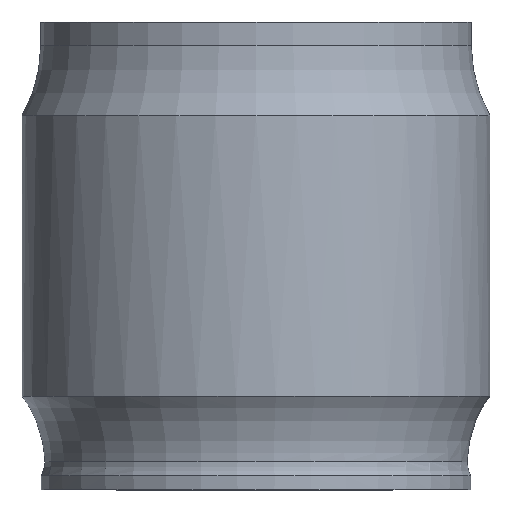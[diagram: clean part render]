
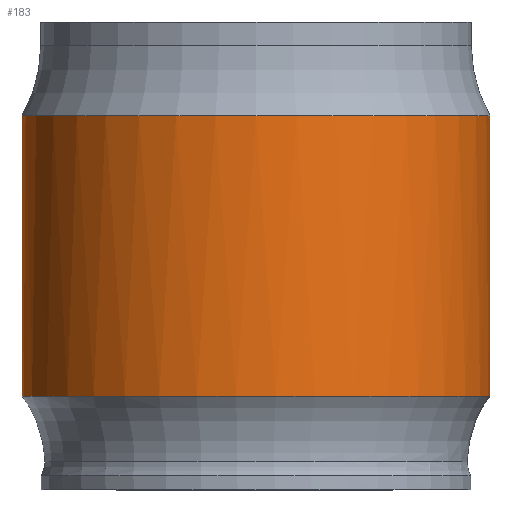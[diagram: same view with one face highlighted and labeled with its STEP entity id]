
A CAD part, front view. The second image highlights one B-rep face of the part: STEP entity #183.
In plain terms, the highlighted cylindrical face has radius 50 mm (diameter 100 mm), a full revolution.
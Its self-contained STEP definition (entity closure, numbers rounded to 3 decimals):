
#22=LINE('',#408,#25);
#25=VECTOR('',#247,50.);
#28=CIRCLE('',#211,50.);
#29=CIRCLE('',#212,50.);
#30=CIRCLE('',#213,50.);
#40=CYLINDRICAL_SURFACE('',#210,50.);
#46=FACE_OUTER_BOUND('',#57,.T.);
#57=EDGE_LOOP('',(#137,#138,#139,#140,#141,#142,#143));
#72=B_SPLINE_CURVE_WITH_KNOTS('',3,(#327,#328,#329,#330,#331,#332,#333,
#334,#335,#336,#337,#338,#339,#340,#341,#342),.UNSPECIFIED.,.F.,.F.,(4,
2,2,2,2,2,2,4),(9.887,10.132,10.377,10.867,
11.764,12.66,14.439,15.267),
 .UNSPECIFIED.);
#73=B_SPLINE_CURVE_WITH_KNOTS('',3,(#344,#345,#346,#347,#348,#349,#350,
#351,#352,#353,#354,#355,#356,#357,#358,#359),.UNSPECIFIED.,.F.,.F.,(4,
2,2,2,2,2,2,4),(4.507,5.335,7.114,8.01,
8.907,9.397,9.642,9.887),
 .UNSPECIFIED.);
#83=VERTEX_POINT('',#325);
#84=VERTEX_POINT('',#326);
#85=VERTEX_POINT('',#343);
#92=VERTEX_POINT('',#404);
#93=VERTEX_POINT('',#405);
#101=EDGE_CURVE('',#83,#84,#72,.T.);
#102=EDGE_CURVE('',#85,#83,#73,.T.);
#110=EDGE_CURVE('',#92,#93,#28,.T.);
#111=EDGE_CURVE('',#93,#92,#29,.T.);
#112=EDGE_CURVE('',#93,#83,#22,.T.);
#113=EDGE_CURVE('',#84,#85,#30,.T.);
#137=ORIENTED_EDGE('',*,*,#110,.F.);
#138=ORIENTED_EDGE('',*,*,#111,.F.);
#139=ORIENTED_EDGE('',*,*,#112,.T.);
#140=ORIENTED_EDGE('',*,*,#101,.T.);
#141=ORIENTED_EDGE('',*,*,#113,.T.);
#142=ORIENTED_EDGE('',*,*,#102,.T.);
#143=ORIENTED_EDGE('',*,*,#112,.F.);
#183=ADVANCED_FACE('',(#46),#40,.T.);
#210=AXIS2_PLACEMENT_3D('',#403,#241,#242);
#211=AXIS2_PLACEMENT_3D('',#406,#243,#244);
#212=AXIS2_PLACEMENT_3D('',#407,#245,#246);
#213=AXIS2_PLACEMENT_3D('',#409,#248,#249);
#241=DIRECTION('center_axis',(0.,0.,1.));
#242=DIRECTION('ref_axis',(0.,-1.,0.));
#243=DIRECTION('center_axis',(0.,0.,1.));
#244=DIRECTION('ref_axis',(1.,0.,0.));
#245=DIRECTION('center_axis',(0.,0.,1.));
#246=DIRECTION('ref_axis',(1.,0.,0.));
#247=DIRECTION('',(0.,0.,-1.));
#248=DIRECTION('center_axis',(0.,0.,1.));
#249=DIRECTION('ref_axis',(1.,0.,0.));
#325=CARTESIAN_POINT('',(0.,50.,62.085));
#326=CARTESIAN_POINT('',(-31.157,39.106,20.));
#327=CARTESIAN_POINT('Ctrl Pts',(0.,50.,
62.085));
#328=CARTESIAN_POINT('Ctrl Pts',(-0.817,50.,62.085));
#329=CARTESIAN_POINT('Ctrl Pts',(-1.661,49.98,62.01));
#330=CARTESIAN_POINT('Ctrl Pts',(-3.348,49.895,61.698));
#331=CARTESIAN_POINT('Ctrl Pts',(-4.192,49.831,61.462));
#332=CARTESIAN_POINT('Ctrl Pts',(-6.648,49.583,60.552));
#333=CARTESIAN_POINT('Ctrl Pts',(-8.188,49.343,59.666));
#334=CARTESIAN_POINT('Ctrl Pts',(-11.901,48.625,57.009));
#335=CARTESIAN_POINT('Ctrl Pts',(-14.12,48.01,54.725));
#336=CARTESIAN_POINT('Ctrl Pts',(-18.047,46.676,49.729));
#337=CARTESIAN_POINT('Ctrl Pts',(-19.757,45.958,47.019));
#338=CARTESIAN_POINT('Ctrl Pts',(-24.009,43.969,39.437));
#339=CARTESIAN_POINT('Ctrl Pts',(-26.377,42.551,33.939));
#340=CARTESIAN_POINT('Ctrl Pts',(-29.418,40.447,25.508));
#341=CARTESIAN_POINT('Ctrl Pts',(-30.317,39.775,22.773));
#342=CARTESIAN_POINT('Ctrl Pts',(-31.157,39.106,20.));
#343=CARTESIAN_POINT('',(31.157,39.106,20.));
#344=CARTESIAN_POINT('Ctrl Pts',(31.157,39.106,20.));
#345=CARTESIAN_POINT('Ctrl Pts',(30.317,39.775,22.773));
#346=CARTESIAN_POINT('Ctrl Pts',(29.418,40.447,25.508));
#347=CARTESIAN_POINT('Ctrl Pts',(26.377,42.551,33.939));
#348=CARTESIAN_POINT('Ctrl Pts',(24.009,43.969,39.437));
#349=CARTESIAN_POINT('Ctrl Pts',(19.757,45.958,47.019));
#350=CARTESIAN_POINT('Ctrl Pts',(18.047,46.676,49.729));
#351=CARTESIAN_POINT('Ctrl Pts',(14.12,48.01,54.725));
#352=CARTESIAN_POINT('Ctrl Pts',(11.901,48.625,57.009));
#353=CARTESIAN_POINT('Ctrl Pts',(8.188,49.343,59.666));
#354=CARTESIAN_POINT('Ctrl Pts',(6.648,49.583,60.552));
#355=CARTESIAN_POINT('Ctrl Pts',(4.192,49.831,61.462));
#356=CARTESIAN_POINT('Ctrl Pts',(3.348,49.895,61.698));
#357=CARTESIAN_POINT('Ctrl Pts',(1.661,49.98,62.01));
#358=CARTESIAN_POINT('Ctrl Pts',(0.817,50.,62.085));
#359=CARTESIAN_POINT('Ctrl Pts',(0.,50.,
62.085));
#403=CARTESIAN_POINT('Origin',(0.,0.,50.));
#404=CARTESIAN_POINT('',(-50.,0.,80.));
#405=CARTESIAN_POINT('',(0.,50.,80.));
#406=CARTESIAN_POINT('Origin',(0.,0.,80.));
#407=CARTESIAN_POINT('Origin',(0.,0.,80.));
#408=CARTESIAN_POINT('',(0.,50.,50.));
#409=CARTESIAN_POINT('Origin',(0.,0.,20.));
